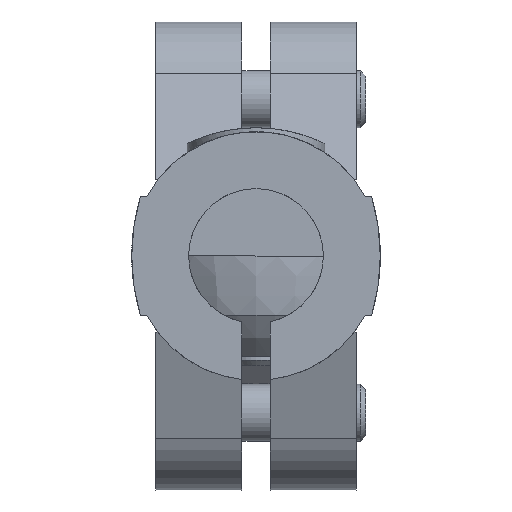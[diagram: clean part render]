
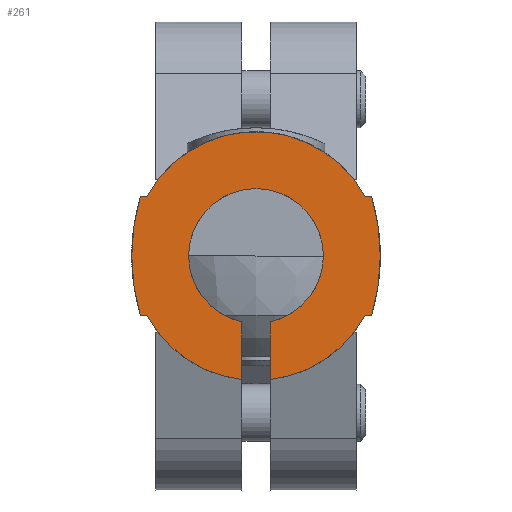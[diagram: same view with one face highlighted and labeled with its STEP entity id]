
A CAD part, left-side view. The second image highlights one B-rep face of the part: STEP entity #261.
In plain terms, the highlighted face is planar.
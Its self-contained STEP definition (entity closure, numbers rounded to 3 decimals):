
#261 = ADVANCED_FACE( '', ( #534 ), #535, .T. );
#534 = FACE_OUTER_BOUND( '', #831, .T. );
#535 = PLANE( '', #832 );
#831 = EDGE_LOOP( '', ( #1366, #1367, #1368, #1369, #1370, #1371, #1372, #1373, #1374, #1375, #1376, #1377 ) );
#832 = AXIS2_PLACEMENT_3D( '', #1378, #1379, #1380 );
#1366 = ORIENTED_EDGE( '', *, *, #1944, .F. );
#1367 = ORIENTED_EDGE( '', *, *, #1945, .T. );
#1368 = ORIENTED_EDGE( '', *, *, #1798, .T. );
#1369 = ORIENTED_EDGE( '', *, *, #1912, .T. );
#1370 = ORIENTED_EDGE( '', *, *, #1856, .T. );
#1371 = ORIENTED_EDGE( '', *, *, #1882, .T. );
#1372 = ORIENTED_EDGE( '', *, *, #1852, .T. );
#1373 = ORIENTED_EDGE( '', *, *, #1941, .T. );
#1374 = ORIENTED_EDGE( '', *, *, #1946, .T. );
#1375 = ORIENTED_EDGE( '', *, *, #1779, .T. );
#1376 = ORIENTED_EDGE( '', *, *, #1947, .F. );
#1377 = ORIENTED_EDGE( '', *, *, #1904, .F. );
#1378 = CARTESIAN_POINT( '', ( 0., 0., 0. ) );
#1379 = DIRECTION( '', ( 1., 0., 0. ) );
#1380 = DIRECTION( '', ( 0., 0., -1. ) );
#1779 = EDGE_CURVE( '', #2095, #2092, #2096, .T. );
#1798 = EDGE_CURVE( '', #2124, #2128, #2130, .T. );
#1852 = EDGE_CURVE( '', #2217, #2218, #2219, .T. );
#1856 = EDGE_CURVE( '', #2226, #2224, #2227, .T. );
#1882 = EDGE_CURVE( '', #2224, #2217, #2265, .T. );
#1904 = EDGE_CURVE( '', #2296, #2298, #2299, .T. );
#1912 = EDGE_CURVE( '', #2128, #2226, #2309, .T. );
#1941 = EDGE_CURVE( '', #2218, #2350, #2352, .T. );
#1944 = EDGE_CURVE( '', #2355, #2296, #2356, .T. );
#1945 = EDGE_CURVE( '', #2355, #2124, #2357, .T. );
#1946 = EDGE_CURVE( '', #2350, #2095, #2358, .T. );
#1947 = EDGE_CURVE( '', #2298, #2092, #2359, .T. );
#2092 = VERTEX_POINT( '', #2538 );
#2095 = VERTEX_POINT( '', #2542 );
#2096 = CIRCLE( '', #2543, 13. );
#2124 = VERTEX_POINT( '', #2578 );
#2128 = VERTEX_POINT( '', #2584 );
#2130 = LINE( '', #2587, #2588 );
#2217 = VERTEX_POINT( '', #2729 );
#2218 = VERTEX_POINT( '', #2730 );
#2219 = LINE( '', #2731, #2732 );
#2224 = VERTEX_POINT( '', #2738 );
#2226 = VERTEX_POINT( '', #2741 );
#2227 = LINE( '', #2742, #2743 );
#2265 = CIRCLE( '', #2794, 13. );
#2296 = VERTEX_POINT( '', #2879 );
#2298 = VERTEX_POINT( '', #2882 );
#2299 = CIRCLE( '', #2883, 7.05 );
#2309 = CIRCLE( '', #2907, 21.5 );
#2350 = VERTEX_POINT( '', #3083 );
#2352 = CIRCLE( '', #3086, 21.5 );
#2355 = VERTEX_POINT( '', #3089 );
#2356 = LINE( '', #3090, #3091 );
#2357 = CIRCLE( '', #3092, 13. );
#2358 = LINE( '', #3093, #3094 );
#2359 = LINE( '', #3095, #3096 );
#2538 = CARTESIAN_POINT( '', ( 0., 1.5, 12.913 ) );
#2542 = CARTESIAN_POINT( '', ( 0., 11.426, 6.2 ) );
#2543 = AXIS2_PLACEMENT_3D( '', #3288, #3289, #3290 );
#2578 = CARTESIAN_POINT( '', ( 0., -11.426, 6.2 ) );
#2584 = CARTESIAN_POINT( '', ( 0., -12.087, 6.2 ) );
#2587 = CARTESIAN_POINT( '', ( 0., -11.426, 6.2 ) );
#2588 = VECTOR( '', #3316, 1000. );
#2729 = CARTESIAN_POINT( '', ( 0., 11.426, -6.2 ) );
#2730 = CARTESIAN_POINT( '', ( 0., 12.087, -6.2 ) );
#2731 = CARTESIAN_POINT( '', ( 0., 11.426, -6.2 ) );
#2732 = VECTOR( '', #3372, 1000. );
#2738 = CARTESIAN_POINT( '', ( 0., -11.426, -6.2 ) );
#2741 = CARTESIAN_POINT( '', ( 0., -12.087, -6.2 ) );
#2742 = CARTESIAN_POINT( '', ( 0., -12.087, -6.2 ) );
#2743 = VECTOR( '', #3378, 1000. );
#2794 = AXIS2_PLACEMENT_3D( '', #3410, #3411, #3412 );
#2879 = CARTESIAN_POINT( '', ( 0., -1.5, 6.889 ) );
#2882 = CARTESIAN_POINT( '', ( 0., 1.5, 6.889 ) );
#2883 = AXIS2_PLACEMENT_3D( '', #3437, #3438, #3439 );
#2907 = AXIS2_PLACEMENT_3D( '', #3453, #3454, #3455 );
#3083 = CARTESIAN_POINT( '', ( 0., 12.087, 6.2 ) );
#3086 = AXIS2_PLACEMENT_3D( '', #3482, #3483, #3484 );
#3089 = CARTESIAN_POINT( '', ( 0., -1.5, 12.913 ) );
#3090 = CARTESIAN_POINT( '', ( 0., -1.5, 26. ) );
#3091 = VECTOR( '', #3488, 1000. );
#3092 = AXIS2_PLACEMENT_3D( '', #3489, #3490, #3491 );
#3093 = CARTESIAN_POINT( '', ( 0., 12.087, 6.2 ) );
#3094 = VECTOR( '', #3492, 1000. );
#3095 = CARTESIAN_POINT( '', ( 0., 1.5, 1. ) );
#3096 = VECTOR( '', #3493, 1000. );
#3288 = CARTESIAN_POINT( '', ( 0., 0., 0. ) );
#3289 = DIRECTION( '', ( 1., 0., 0. ) );
#3290 = DIRECTION( '', ( 0., 0., -1. ) );
#3316 = DIRECTION( '', ( 0., -1., 0. ) );
#3372 = DIRECTION( '', ( 0., 1., 0. ) );
#3378 = DIRECTION( '', ( 0., 1., 0. ) );
#3410 = CARTESIAN_POINT( '', ( 0., 0., 0. ) );
#3411 = DIRECTION( '', ( 1., 0., 0. ) );
#3412 = DIRECTION( '', ( 0., 0., -1. ) );
#3437 = CARTESIAN_POINT( '', ( 0., 0., 0. ) );
#3438 = DIRECTION( '', ( 1., 0., 0. ) );
#3439 = DIRECTION( '', ( 0., 0., -1. ) );
#3453 = CARTESIAN_POINT( '', ( 0., 8.5, 0. ) );
#3454 = DIRECTION( '', ( 1., 0., 0. ) );
#3455 = DIRECTION( '', ( 0., 0., -1. ) );
#3482 = CARTESIAN_POINT( '', ( 0., -8.5, 0. ) );
#3483 = DIRECTION( '', ( 1., 0., 0. ) );
#3484 = DIRECTION( '', ( 0., 0., -1. ) );
#3488 = DIRECTION( '', ( 0., 0., -1. ) );
#3489 = CARTESIAN_POINT( '', ( 0., 0., 0. ) );
#3490 = DIRECTION( '', ( 1., 0., 0. ) );
#3491 = DIRECTION( '', ( 0., 0., -1. ) );
#3492 = DIRECTION( '', ( 0., -1., 0. ) );
#3493 = DIRECTION( '', ( 0., 0., 1. ) );
